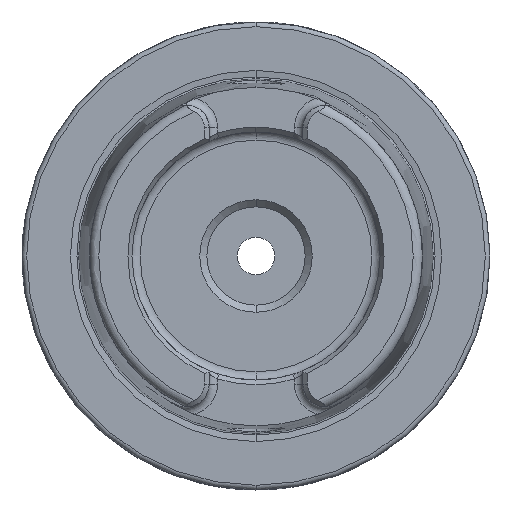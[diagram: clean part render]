
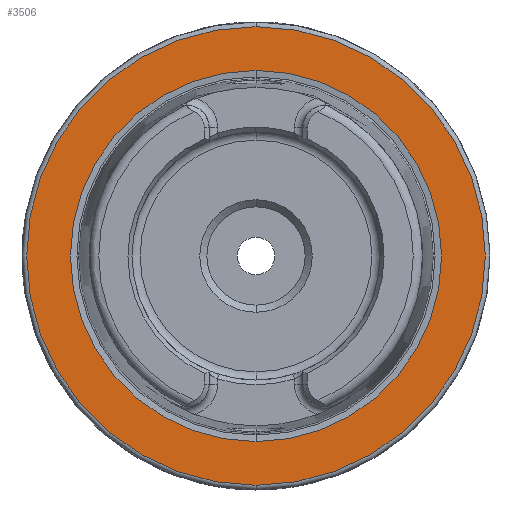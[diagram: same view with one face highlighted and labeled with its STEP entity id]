
A CAD part, left-side view. The second image highlights one B-rep face of the part: STEP entity #3506.
In plain terms, the highlighted planar face has unit normal (-1, 0, 0).
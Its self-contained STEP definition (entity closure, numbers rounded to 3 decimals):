
#9 = EDGE_CURVE ( 'NONE', #22, #4139, #6095, .T. ) ;
#22 = VERTEX_POINT ( 'NONE', #7420 ) ;
#74 = AXIS2_PLACEMENT_3D ( 'NONE', #3250, #4440, #3848 ) ;
#157 = ORIENTED_EDGE ( 'NONE', *, *, #2829, .F. ) ;
#617 = ORIENTED_EDGE ( 'NONE', *, *, #4802, .T. ) ;
#1222 = EDGE_CURVE ( 'NONE', #2291, #6938, #2012, .T. ) ;
#1415 = AXIS2_PLACEMENT_3D ( 'NONE', #3530, #2959, #2918 ) ;
#1925 = CARTESIAN_POINT ( 'NONE',  ( 0., 0., 49. ) ) ;
#2012 = CIRCLE ( 'NONE', #5443, 49. ) ;
#2286 = AXIS2_PLACEMENT_3D ( 'NONE', #5163, #2579, #3220 ) ;
#2291 = VERTEX_POINT ( 'NONE', #3673 ) ;
#2369 = FACE_OUTER_BOUND ( 'NONE', #2370, .T. ) ;
#2370 = EDGE_LOOP ( 'NONE', ( #2598, #157 ) ) ;
#2579 = DIRECTION ( 'NONE',  ( 1., 0., 0. ) ) ;
#2598 = ORIENTED_EDGE ( 'NONE', *, *, #1222, .F. ) ;
#2829 = EDGE_CURVE ( 'NONE', #6938, #2291, #4138, .T. ) ;
#2918 = DIRECTION ( 'NONE',  ( 0., 0., -1. ) ) ;
#2929 = CARTESIAN_POINT ( 'NONE',  ( 0., 39.647, 0. ) ) ;
#2959 = DIRECTION ( 'NONE',  ( 1., 0., 0. ) ) ;
#3220 = DIRECTION ( 'NONE',  ( 0., 0., -1. ) ) ;
#3250 = CARTESIAN_POINT ( 'NONE',  ( 0., 0., 0. ) ) ;
#3506 = ADVANCED_FACE ( 'NONE', ( #4123, #2369 ), #7089, .T. ) ;
#3530 = CARTESIAN_POINT ( 'NONE',  ( 0., 0., 0. ) ) ;
#3673 = CARTESIAN_POINT ( 'NONE',  ( 0., 0., -49. ) ) ;
#3704 = CIRCLE ( 'NONE', #1415, 39.647 ) ;
#3848 = DIRECTION ( 'NONE',  ( 0., 0., -1. ) ) ;
#4123 = FACE_BOUND ( 'NONE', #4922, .T. ) ;
#4138 = CIRCLE ( 'NONE', #74, 49. ) ;
#4139 = VERTEX_POINT ( 'NONE', #6957 ) ;
#4440 = DIRECTION ( 'NONE',  ( 1., 0., 0. ) ) ;
#4574 = CARTESIAN_POINT ( 'NONE',  ( 0., 0., 0. ) ) ;
#4793 = DIRECTION ( 'NONE',  ( -1., 0., 0. ) ) ;
#4802 = EDGE_CURVE ( 'NONE', #4139, #22, #3704, .T. ) ;
#4922 = EDGE_LOOP ( 'NONE', ( #5325, #617 ) ) ;
#5163 = CARTESIAN_POINT ( 'NONE',  ( 0., 0., 0. ) ) ;
#5325 = ORIENTED_EDGE ( 'NONE', *, *, #9, .T. ) ;
#5443 = AXIS2_PLACEMENT_3D ( 'NONE', #4574, #5732, #6242 ) ;
#5732 = DIRECTION ( 'NONE',  ( 1., 0., 0. ) ) ;
#5944 = DIRECTION ( 'NONE',  ( 0., 0., 1. ) ) ;
#6095 = CIRCLE ( 'NONE', #2286, 39.647 ) ;
#6242 = DIRECTION ( 'NONE',  ( 0., 0., -1. ) ) ;
#6938 = VERTEX_POINT ( 'NONE', #1925 ) ;
#6957 = CARTESIAN_POINT ( 'NONE',  ( 0., 0., -39.647 ) ) ;
#7089 = PLANE ( 'NONE',  #7712 ) ;
#7420 = CARTESIAN_POINT ( 'NONE',  ( 0., 0., 39.647 ) ) ;
#7712 = AXIS2_PLACEMENT_3D ( 'NONE', #2929, #4793, #5944 ) ;
